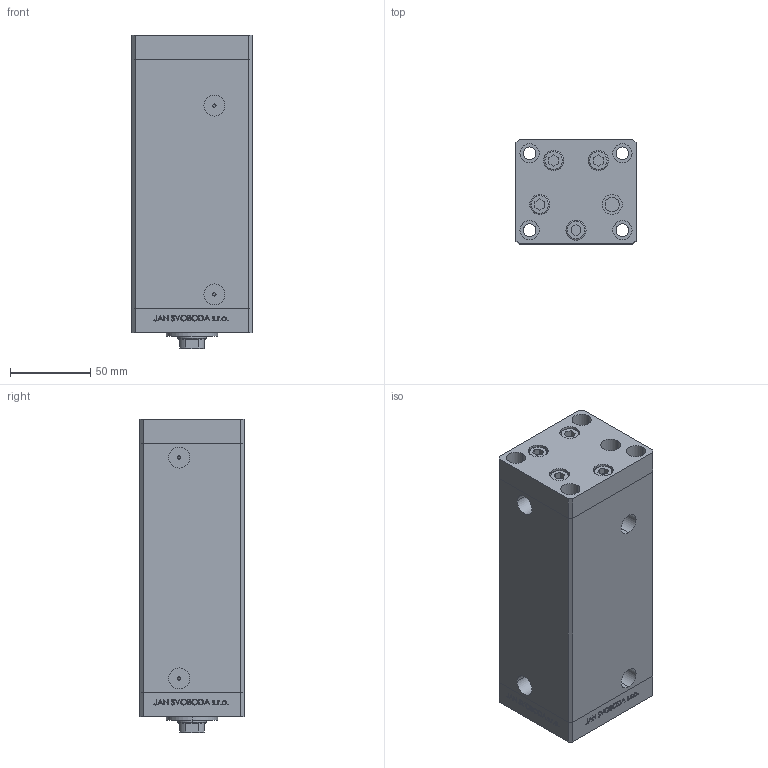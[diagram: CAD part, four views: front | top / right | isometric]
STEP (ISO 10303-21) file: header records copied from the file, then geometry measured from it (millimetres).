
FILE_DESCRIPTION (( 'STEP AP203' ), '1' );
FILE_NAME ('5f47.STEP', '2022-04-15T02:50:12', ( '' ), ( '' ), 'SwSTEP 2.0', 'SolidWorks 2019', '' );
FILE_SCHEMA (( 'CONFIG_CONTROL_DESIGN' ));
Length unit declared in the file: millimetre
Products named in the file (6): V220C BACK_C cf4d4c27534cfe35a04f3a2b0890d3c1; 5f47; ALLEN BOLT cf4d4c27534cfe35a04f3a2b0890d3c1; V220C_VC_C cf4d4c27534cfe35a04f3a2b0890d3c1; V220C_C MIDDLE cf4d4c27534cfe35a04f3a2b0890d3c1; V220C FRONT cf4d4c27534cfe35a04f3a2b0890d3c1
Assembly tree (13 placements, depth 2):
  5f47
    ALLEN BOLT cf4d4c27534cfe35a04f3a2b0890d3c1  x9
    V220C_C MIDDLE cf4d4c27534cfe35a04f3a2b0890d3c1
    V220C FRONT cf4d4c27534cfe35a04f3a2b0890d3c1
    V220C_VC_C cf4d4c27534cfe35a04f3a2b0890d3c1
    V220C BACK_C cf4d4c27534cfe35a04f3a2b0890d3c1
Bounding box: 75 x 65 x 196 mm (x, y, z)
Volume: 754278.6 mm3; surface area: 155117.3 mm2
Topology: 13 solids, 13 shells, 1179 faces, 2923 edges, 1919 vertices
Faces by surface type: plane 542, bspline 380, cylinder 175, cone 42, torus 40
Entity records: 49697 total; most frequent: CARTESIAN_POINT 26775, ORIENTED_EDGE 5106, DIRECTION 3357, EDGE_CURVE 2553, VERTEX_POINT 1695, LINE 1475, VECTOR 1475, EDGE_LOOP 1194
